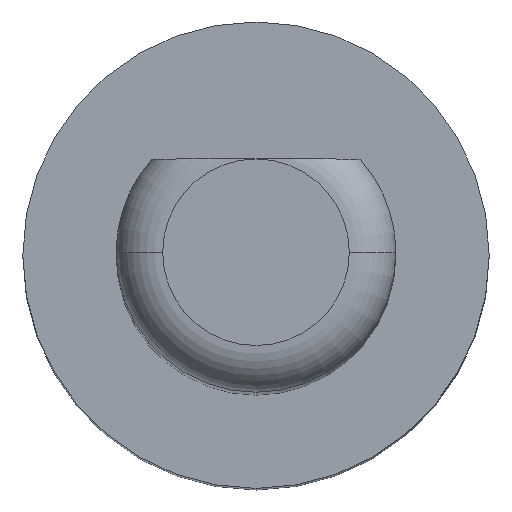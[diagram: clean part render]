
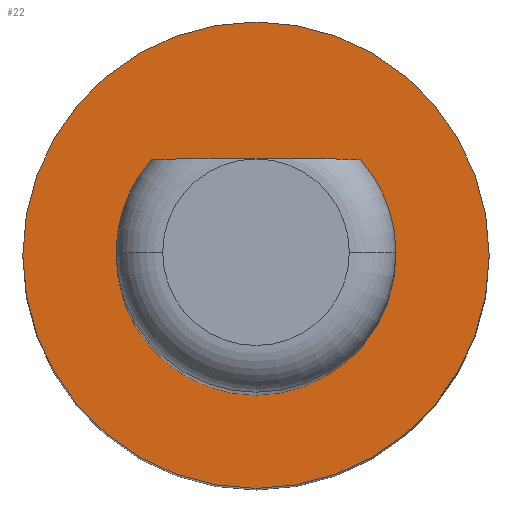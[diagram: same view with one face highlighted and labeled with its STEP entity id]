
A CAD part, top view. The second image highlights one B-rep face of the part: STEP entity #22.
In plain terms, the highlighted planar face has unit normal (0, 0, 1).
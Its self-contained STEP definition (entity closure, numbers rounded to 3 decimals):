
#2 = CARTESIAN_POINT ( 'NONE',  ( 0., 0., 10. ) ) ;
#22 = ADVANCED_FACE ( 'NONE', ( #388, #117 ), #381, .F. ) ;
#38 = EDGE_CURVE ( 'NONE', #256, #320, #270, .T. ) ;
#42 = DIRECTION ( 'NONE',  ( 0., 0., -1. ) ) ;
#44 = EDGE_CURVE ( 'NONE', #119, #206, #137, .T. ) ;
#63 = EDGE_LOOP ( 'NONE', ( #151, #285, #171, #186 ) ) ;
#83 = CIRCLE ( 'NONE', #87, 1.5 ) ;
#85 = VERTEX_POINT ( 'NONE', #154 ) ;
#87 = AXIS2_PLACEMENT_3D ( 'NONE', #219, #230, #133 ) ;
#97 = EDGE_CURVE ( 'NONE', #85, #119, #327, .T. ) ;
#115 = DIRECTION ( 'NONE',  ( -1., 0., 0. ) ) ;
#117 = FACE_OUTER_BOUND ( 'NONE', #363, .T. ) ;
#119 = VERTEX_POINT ( 'NONE', #132 ) ;
#132 = CARTESIAN_POINT ( 'NONE',  ( -1.5, 0., 10. ) ) ;
#133 = DIRECTION ( 'NONE',  ( -1., 0., 0. ) ) ;
#137 = CIRCLE ( 'NONE', #226, 1.5 ) ;
#144 = AXIS2_PLACEMENT_3D ( 'NONE', #305, #318, #147 ) ;
#147 = DIRECTION ( 'NONE',  ( -1., 0., 0. ) ) ;
#149 = EDGE_CURVE ( 'NONE', #320, #256, #333, .T. ) ;
#151 = ORIENTED_EDGE ( 'NONE', *, *, #301, .T. ) ;
#154 = CARTESIAN_POINT ( 'NONE',  ( 1.5, 0., 10. ) ) ;
#167 = CARTESIAN_POINT ( 'NONE',  ( -2.466, 1., 10. ) ) ;
#168 = AXIS2_PLACEMENT_3D ( 'NONE', #179, #324, #172 ) ;
#170 = CARTESIAN_POINT ( 'NONE',  ( -2.5, 0., 10. ) ) ;
#171 = ORIENTED_EDGE ( 'NONE', *, *, #97, .T. ) ;
#172 = DIRECTION ( 'NONE',  ( -1., 0., 0. ) ) ;
#177 = CARTESIAN_POINT ( 'NONE',  ( 0., 0., 10. ) ) ;
#179 = CARTESIAN_POINT ( 'NONE',  ( 0., 0., 10. ) ) ;
#186 = ORIENTED_EDGE ( 'NONE', *, *, #44, .T. ) ;
#187 = LINE ( 'NONE', #167, #362 ) ;
#206 = VERTEX_POINT ( 'NONE', #281 ) ;
#216 = DIRECTION ( 'NONE',  ( 0., 0., -1. ) ) ;
#219 = CARTESIAN_POINT ( 'NONE',  ( 0., 0., 10. ) ) ;
#226 = AXIS2_PLACEMENT_3D ( 'NONE', #177, #42, #115 ) ;
#227 = DIRECTION ( 'NONE',  ( -1., 0., 0. ) ) ;
#230 = DIRECTION ( 'NONE',  ( 0., 0., -1. ) ) ;
#240 = AXIS2_PLACEMENT_3D ( 'NONE', #276, #348, #227 ) ;
#256 = VERTEX_POINT ( 'NONE', #316 ) ;
#262 = VERTEX_POINT ( 'NONE', #342 ) ;
#263 = AXIS2_PLACEMENT_3D ( 'NONE', #2, #216, #346 ) ;
#270 = CIRCLE ( 'NONE', #168, 2.5 ) ;
#276 = CARTESIAN_POINT ( 'NONE',  ( 0., 0., 10. ) ) ;
#278 = ORIENTED_EDGE ( 'NONE', *, *, #149, .F. ) ;
#281 = CARTESIAN_POINT ( 'NONE',  ( -1.118, 1., 10. ) ) ;
#285 = ORIENTED_EDGE ( 'NONE', *, *, #351, .T. ) ;
#301 = EDGE_CURVE ( 'NONE', #206, #262, #187, .T. ) ;
#305 = CARTESIAN_POINT ( 'NONE',  ( 0., 0., 10. ) ) ;
#316 = CARTESIAN_POINT ( 'NONE',  ( 2.5, 0., 10. ) ) ;
#318 = DIRECTION ( 'NONE',  ( 0., 0., -1. ) ) ;
#320 = VERTEX_POINT ( 'NONE', #170 ) ;
#324 = DIRECTION ( 'NONE',  ( 0., 0., -1. ) ) ;
#327 = CIRCLE ( 'NONE', #240, 1.5 ) ;
#333 = CIRCLE ( 'NONE', #263, 2.5 ) ;
#342 = CARTESIAN_POINT ( 'NONE',  ( 1.118, 1., 10. ) ) ;
#346 = DIRECTION ( 'NONE',  ( -1., 0., 0. ) ) ;
#347 = ORIENTED_EDGE ( 'NONE', *, *, #38, .F. ) ;
#348 = DIRECTION ( 'NONE',  ( 0., 0., -1. ) ) ;
#351 = EDGE_CURVE ( 'NONE', #262, #85, #83, .T. ) ;
#362 = VECTOR ( 'NONE', #395, 1000. ) ;
#363 = EDGE_LOOP ( 'NONE', ( #278, #347 ) ) ;
#381 = PLANE ( 'NONE',  #144 ) ;
#388 = FACE_BOUND ( 'NONE', #63, .T. ) ;
#395 = DIRECTION ( 'NONE',  ( 1., 0., 0. ) ) ;
